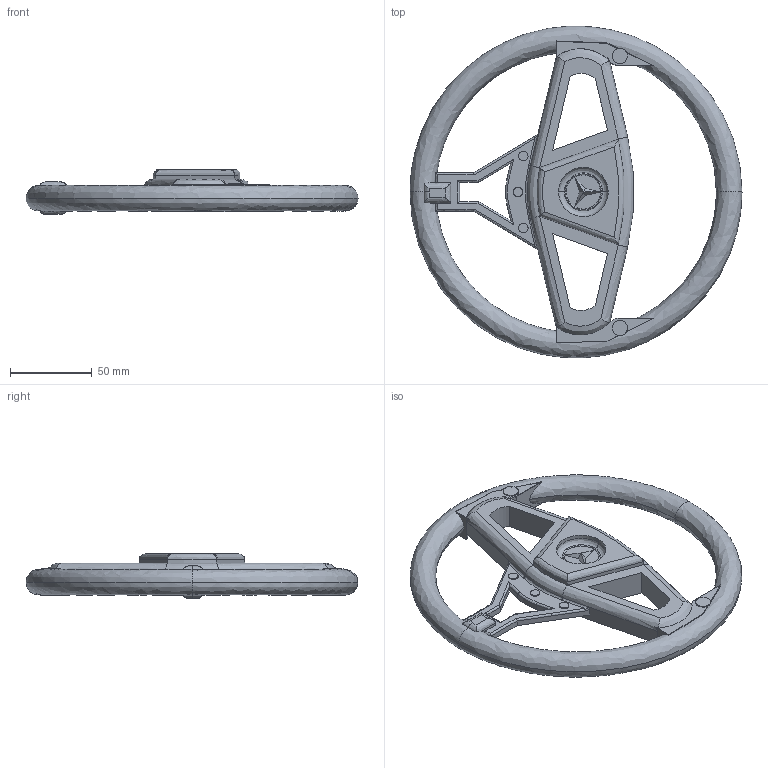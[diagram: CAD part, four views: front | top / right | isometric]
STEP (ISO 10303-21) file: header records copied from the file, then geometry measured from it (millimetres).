
FILE_DESCRIPTION(('FreeCAD Model'),'2;1');
FILE_NAME('Open CASCADE Shape Model','2025-05-04T20:26:24',('FreeCAD'),( 'FreeCAD'),'Open CASCADE STEP processor 7.6','FreeCAD','Unknown');
FILE_SCHEMA(('AUTOMOTIVE_DESIGN { 1 0 10303 214 1 1 1 1 }'));
Length unit declared in the file: millimetre
Products named in the file (1): Open CASCADE STEP translator 7.6 1
Bounding box: 203 x 202.8 x 27.43 mm (x, y, z)
Volume: 236825.3 mm3; surface area: 57534.6 mm2
Topology: 3 solids, 4 shells, 158 faces, 410 edges, 256 vertices
Faces by surface type: bspline 158
Entity records: 5646 total; most frequent: CARTESIAN_POINT 3254, ORIENTED_EDGE 818, EDGE_CURVE 410, B_SPLINE_CURVE_WITH_KNOTS 309, VERTEX_POINT 256, FACE_BOUND 169, EDGE_LOOP 169, ADVANCED_FACE 158
